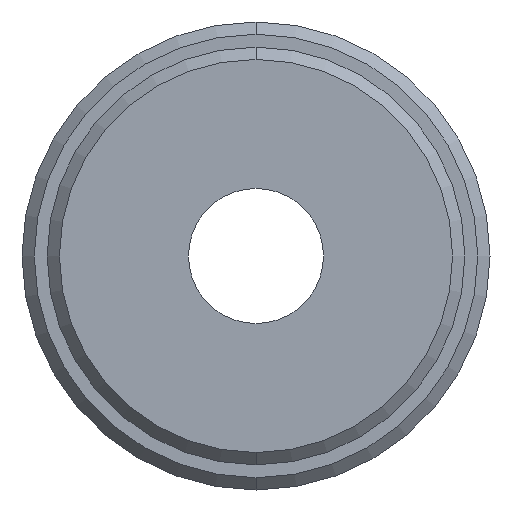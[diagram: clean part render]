
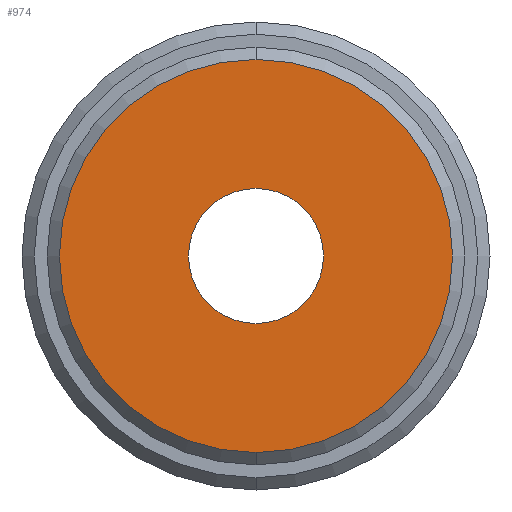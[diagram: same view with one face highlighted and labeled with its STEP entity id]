
A CAD part, front view. The second image highlights one B-rep face of the part: STEP entity #974.
In plain terms, the highlighted planar face has unit normal (0, -1, 0).
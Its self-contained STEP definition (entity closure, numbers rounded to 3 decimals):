
#18 = VERTEX_POINT ( 'NONE', #560 ) ;
#66 = CIRCLE ( 'NONE', #237, 8. ) ;
#106 = EDGE_CURVE ( 'NONE', #833, #246, #66, .T. ) ;
#150 = ORIENTED_EDGE ( 'NONE', *, *, #438, .T. ) ;
#172 = DIRECTION ( 'NONE',  ( 0., -1., 0. ) ) ;
#192 = ORIENTED_EDGE ( 'NONE', *, *, #106, .T. ) ;
#198 = CIRCLE ( 'NONE', #690, 8. ) ;
#217 = CARTESIAN_POINT ( 'NONE',  ( 2.75, 0., 0. ) ) ;
#234 = CARTESIAN_POINT ( 'NONE',  ( 0., 0., 0. ) ) ;
#237 = AXIS2_PLACEMENT_3D ( 'NONE', #459, #984, #379 ) ;
#241 = AXIS2_PLACEMENT_3D ( 'NONE', #217, #733, #397 ) ;
#246 = VERTEX_POINT ( 'NONE', #790 ) ;
#255 = EDGE_CURVE ( 'NONE', #18, #875, #824, .T. ) ;
#266 = CARTESIAN_POINT ( 'NONE',  ( 0., 0., 0. ) ) ;
#326 = DIRECTION ( 'NONE',  ( 0., 0., -1. ) ) ;
#379 = DIRECTION ( 'NONE',  ( 0., 0., -1. ) ) ;
#382 = CARTESIAN_POINT ( 'NONE',  ( 0., 0., 2.75 ) ) ;
#397 = DIRECTION ( 'NONE',  ( 0., 0., -1. ) ) ;
#438 = EDGE_CURVE ( 'NONE', #246, #833, #198, .T. ) ;
#450 = DIRECTION ( 'NONE',  ( 0., -1., 0. ) ) ;
#459 = CARTESIAN_POINT ( 'NONE',  ( 0., 0., 0. ) ) ;
#560 = CARTESIAN_POINT ( 'NONE',  ( 0., 0., -2.75 ) ) ;
#563 = ORIENTED_EDGE ( 'NONE', *, *, #1093, .F. ) ;
#690 = AXIS2_PLACEMENT_3D ( 'NONE', #266, #172, #873 ) ;
#699 = ORIENTED_EDGE ( 'NONE', *, *, #255, .F. ) ;
#722 = EDGE_LOOP ( 'NONE', ( #150, #192 ) ) ;
#733 = DIRECTION ( 'NONE',  ( 0., -1., 0. ) ) ;
#742 = AXIS2_PLACEMENT_3D ( 'NONE', #1051, #450, #967 ) ;
#764 = AXIS2_PLACEMENT_3D ( 'NONE', #234, #837, #326 ) ;
#790 = CARTESIAN_POINT ( 'NONE',  ( 0., 0., 8. ) ) ;
#824 = CIRCLE ( 'NONE', #742, 2.75 ) ;
#833 = VERTEX_POINT ( 'NONE', #871 ) ;
#837 = DIRECTION ( 'NONE',  ( 0., -1., 0. ) ) ;
#871 = CARTESIAN_POINT ( 'NONE',  ( 0., 0., -8. ) ) ;
#873 = DIRECTION ( 'NONE',  ( 0., 0., -1. ) ) ;
#875 = VERTEX_POINT ( 'NONE', #382 ) ;
#908 = PLANE ( 'NONE',  #241 ) ;
#967 = DIRECTION ( 'NONE',  ( 0., 0., -1. ) ) ;
#974 = ADVANCED_FACE ( 'NONE', ( #1101, #1053 ), #908, .T. ) ;
#975 = CIRCLE ( 'NONE', #764, 2.75 ) ;
#984 = DIRECTION ( 'NONE',  ( 0., -1., 0. ) ) ;
#1051 = CARTESIAN_POINT ( 'NONE',  ( 0., 0., 0. ) ) ;
#1053 = FACE_BOUND ( 'NONE', #1113, .T. ) ;
#1093 = EDGE_CURVE ( 'NONE', #875, #18, #975, .T. ) ;
#1101 = FACE_OUTER_BOUND ( 'NONE', #722, .T. ) ;
#1113 = EDGE_LOOP ( 'NONE', ( #699, #563 ) ) ;
